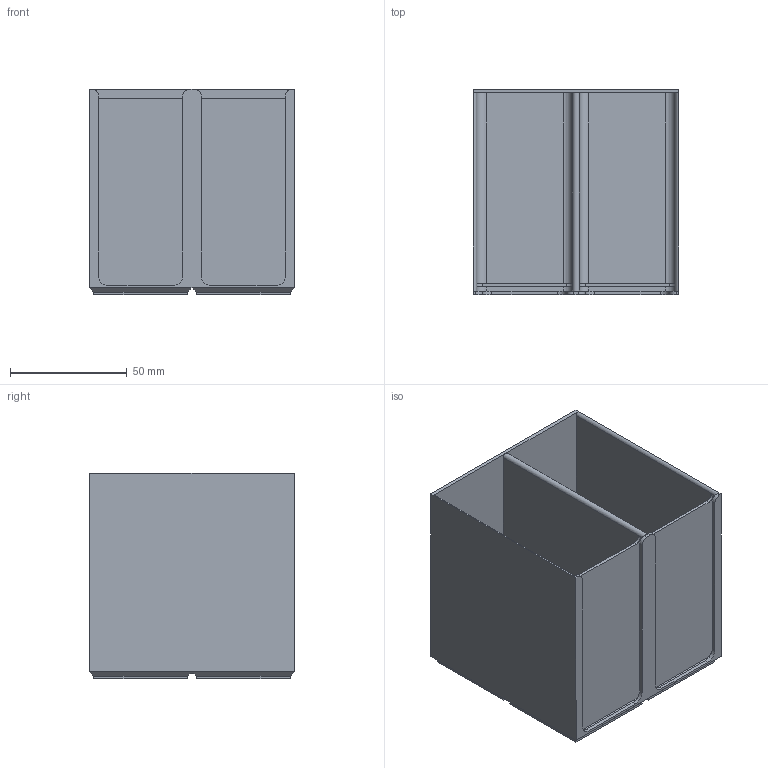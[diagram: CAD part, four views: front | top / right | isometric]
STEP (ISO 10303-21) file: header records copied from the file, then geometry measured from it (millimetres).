
FILE_DESCRIPTION(('FreeCAD Model'),'2;1');
FILE_NAME('Open CASCADE Shape Model','2025-11-25T13:10:40',(''),(''), 'Open CASCADE STEP processor 7.8','FreeCAD','Unknown');
FILE_SCHEMA(('AUTOMOTIVE_DESIGN { 1 0 10303 214 1 1 1 1 }'));
Length unit declared in the file: millimetre
Products named in the file (1): PCB-storage-system
Bounding box: 88 x 88 x 88 mm (x, y, z)
Volume: 86931.6 mm3; surface area: 89813.7 mm2
Topology: 1 solids, 1 shells, 93 faces, 243 edges, 152 vertices
Faces by surface type: plane 70, cylinder 23
Entity records: 2829 total; most frequent: CARTESIAN_POINT 489, ORIENTED_EDGE 486, DIRECTION 479, EDGE_CURVE 243, LINE 195, VECTOR 195, VERTEX_POINT 152, AXIS2_PLACEMENT_3D 142
